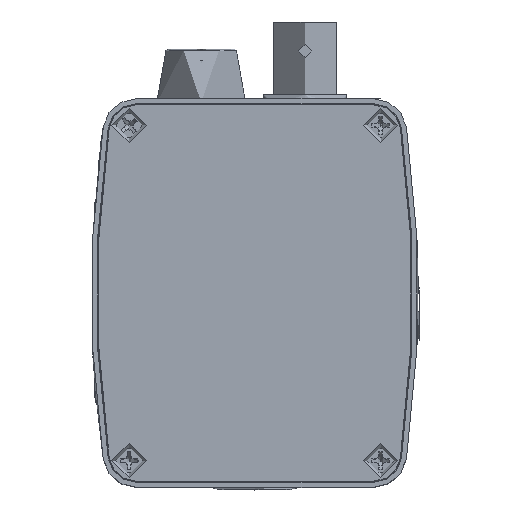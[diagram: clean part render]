
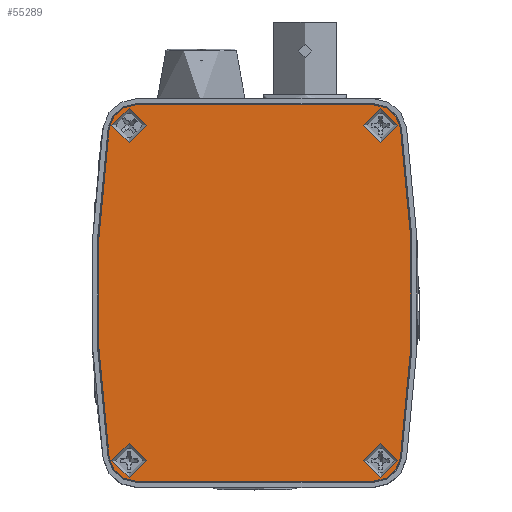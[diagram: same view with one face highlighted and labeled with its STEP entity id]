
A CAD part, top view. The second image highlights one B-rep face of the part: STEP entity #55289.
In plain terms, the highlighted planar face has unit normal (0, 0, 1).
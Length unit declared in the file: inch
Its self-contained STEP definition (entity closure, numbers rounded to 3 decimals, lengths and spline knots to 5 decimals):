
#336 = DIRECTION ( 'NONE',  ( 0., 0., 1. ) ) ;
#3010 = CARTESIAN_POINT ( 'NONE',  ( 0.71, 1.1525, 0.009 ) ) ;
#3137 = CARTESIAN_POINT ( 'NONE',  ( 0.75, -0.81, 0.009 ) ) ;
#5223 = AXIS2_PLACEMENT_3D ( 'NONE', #42043, #132260, #55003 ) ;
#6506 = AXIS2_PLACEMENT_3D ( 'NONE', #77439, #336, #90495 ) ;
#12587 = CARTESIAN_POINT ( 'NONE',  ( -0.71, 1.1525, 0.009 ) ) ;
#12800 = AXIS2_PLACEMENT_3D ( 'NONE', #3010, #93159, #15882 ) ;
#13992 = AXIS2_PLACEMENT_3D ( 'NONE', #71649, #71499, #71473 ) ;
#15809 = VECTOR ( 'NONE', #42509, 39.37008 ) ;
#15882 = DIRECTION ( 'NONE',  ( -1., 0., 0. ) ) ;
#15913 = AXIS2_PLACEMENT_3D ( 'NONE', #12587, #122118, #74079 ) ;
#16038 = DIRECTION ( 'NONE',  ( 1., 0., 0. ) ) ;
#19343 = CARTESIAN_POINT ( 'NONE',  ( 0.86843, 1.17483, 0.009 ) ) ;
#20094 = AXIS2_PLACEMENT_3D ( 'NONE', #109088, #31834, #121993 ) ;
#21473 = EDGE_CURVE ( 'NONE', #140286, #63320, #65160, .T. ) ;
#21825 = EDGE_LOOP ( 'NONE', ( #118109 ) ) ;
#23128 = EDGE_CURVE ( 'NONE', #113530, #113530, #60993, .T. ) ;
#25165 = AXIS2_PLACEMENT_3D ( 'NONE', #51348, #141499, #64289 ) ;
#28602 = VERTEX_POINT ( 'NONE', #104831 ) ;
#31834 = DIRECTION ( 'NONE',  ( 0., 0., 1. ) ) ;
#34068 = EDGE_CURVE ( 'NONE', #104285, #140286, #157027, .T. ) ;
#35682 = CIRCLE ( 'NONE', #5223, 7.05602 ) ;
#35739 = CARTESIAN_POINT ( 'NONE',  ( -0.86843, -0.79483, 0.009 ) ) ;
#36093 = CARTESIAN_POINT ( 'NONE',  ( -0.64661, 1.19, 0.009 ) ) ;
#38239 = PLANE ( 'NONE',  #59165 ) ;
#38640 = DIRECTION ( 'NONE',  ( 0., 0., 1. ) ) ;
#40979 = CARTESIAN_POINT ( 'NONE',  ( 0.71, 1.1525, 0.009 ) ) ;
#42043 = CARTESIAN_POINT ( 'NONE',  ( -6.11852, 0.19, 0.009 ) ) ;
#42509 = DIRECTION ( 'NONE',  ( 1., 0., 0. ) ) ;
#42726 = CARTESIAN_POINT ( 'NONE',  ( 0.86843, -0.79483, 0.009 ) ) ;
#44073 = VECTOR ( 'NONE', #143815, 39.37008 ) ;
#46012 = LINE ( 'NONE', #80868, #15809 ) ;
#50149 = EDGE_LOOP ( 'NONE', ( #80886 ) ) ;
#51348 = CARTESIAN_POINT ( 'NONE',  ( 0.71, -0.7725, 0.009 ) ) ;
#52159 = ORIENTED_EDGE ( 'NONE', *, *, #166567, .T. ) ;
#52230 = ORIENTED_EDGE ( 'NONE', *, *, #128593, .T. ) ;
#53924 = DIRECTION ( 'NONE',  ( -1., 0., 0. ) ) ;
#54383 = VERTEX_POINT ( 'NONE', #19343 ) ;
#54784 = CARTESIAN_POINT ( 'NONE',  ( -0.71, 1.3125, 0.009 ) ) ;
#55003 = DIRECTION ( 'NONE',  ( -1., 0., 0. ) ) ;
#55289 = ADVANCED_FACE ( 'NONE', ( #59236, #68991, #147557, #62503, #61176 ), #38239, .F. ) ;
#59165 = AXIS2_PLACEMENT_3D ( 'NONE', #40979, #131197, #53924 ) ;
#59236 = FACE_BOUND ( 'NONE', #21825, .T. ) ;
#60307 = VERTEX_POINT ( 'NONE', #62269 ) ;
#60993 = CIRCLE ( 'NONE', #132329, 0.10339 ) ;
#61176 = FACE_OUTER_BOUND ( 'NONE', #65546, .T. ) ;
#62269 = CARTESIAN_POINT ( 'NONE',  ( 0.71, -0.9325, 0.009 ) ) ;
#62503 = FACE_BOUND ( 'NONE', #74219, .T. ) ;
#63320 = VERTEX_POINT ( 'NONE', #35739 ) ;
#64289 = DIRECTION ( 'NONE',  ( 1., 0., 0. ) ) ;
#65160 = CIRCLE ( 'NONE', #13992, 7.05602 ) ;
#65546 = EDGE_LOOP ( 'NONE', ( #52230, #138448, #66866, #112258, #52159, #154804, #97385, #136738 ) ) ;
#66866 = ORIENTED_EDGE ( 'NONE', *, *, #34068, .T. ) ;
#68813 = AXIS2_PLACEMENT_3D ( 'NONE', #3137, #93299, #16038 ) ;
#68991 = FACE_BOUND ( 'NONE', #112848, .T. ) ;
#71473 = DIRECTION ( 'NONE',  ( 1., 0., 0. ) ) ;
#71499 = DIRECTION ( 'NONE',  ( 0., 0., 1. ) ) ;
#71649 = CARTESIAN_POINT ( 'NONE',  ( 6.11852, 0.19, 0.009 ) ) ;
#74079 = DIRECTION ( 'NONE',  ( 1., 0., 0. ) ) ;
#74219 = EDGE_LOOP ( 'NONE', ( #131656 ) ) ;
#77439 = CARTESIAN_POINT ( 'NONE',  ( -0.75, 1.19, 0.009 ) ) ;
#77584 = CIRCLE ( 'NONE', #25165, 0.16 ) ;
#80868 = CARTESIAN_POINT ( 'NONE',  ( -0.71, -0.9325, 0.009 ) ) ;
#80886 = ORIENTED_EDGE ( 'NONE', *, *, #158872, .F. ) ;
#87296 = CIRCLE ( 'NONE', #68813, 0.10339 ) ;
#87389 = CARTESIAN_POINT ( 'NONE',  ( 0.85339, 1.19, 0.009 ) ) ;
#89994 = CIRCLE ( 'NONE', #12800, 0.16 ) ;
#90495 = DIRECTION ( 'NONE',  ( 1., 0., 0. ) ) ;
#93159 = DIRECTION ( 'NONE',  ( 0., 0., 1. ) ) ;
#93299 = DIRECTION ( 'NONE',  ( 0., 0., 1. ) ) ;
#97385 = ORIENTED_EDGE ( 'NONE', *, *, #136953, .T. ) ;
#97859 = VERTEX_POINT ( 'NONE', #42726 ) ;
#103059 = CIRCLE ( 'NONE', #20094, 0.10339 ) ;
#104285 = VERTEX_POINT ( 'NONE', #54784 ) ;
#104831 = CARTESIAN_POINT ( 'NONE',  ( 0.85339, -0.81, 0.009 ) ) ;
#105533 = CARTESIAN_POINT ( 'NONE',  ( -0.64661, -0.81, 0.009 ) ) ;
#109088 = CARTESIAN_POINT ( 'NONE',  ( 0.75, 1.19, 0.009 ) ) ;
#112258 = ORIENTED_EDGE ( 'NONE', *, *, #21473, .T. ) ;
#112752 = LINE ( 'NONE', #143250, #44073 ) ;
#112848 = EDGE_LOOP ( 'NONE', ( #132831 ) ) ;
#113530 = VERTEX_POINT ( 'NONE', #105533 ) ;
#115927 = CARTESIAN_POINT ( 'NONE',  ( -0.71, -0.7725, 0.009 ) ) ;
#117469 = AXIS2_PLACEMENT_3D ( 'NONE', #115927, #38640, #128868 ) ;
#118109 = ORIENTED_EDGE ( 'NONE', *, *, #121183, .F. ) ;
#118457 = EDGE_CURVE ( 'NONE', #147759, #147759, #103059, .T. ) ;
#121183 = EDGE_CURVE ( 'NONE', #143724, #143724, #156664, .T. ) ;
#121993 = DIRECTION ( 'NONE',  ( 1., 0., 0. ) ) ;
#122118 = DIRECTION ( 'NONE',  ( 0., 0., 1. ) ) ;
#125854 = CARTESIAN_POINT ( 'NONE',  ( -0.71, -0.9325, 0.009 ) ) ;
#128593 = EDGE_CURVE ( 'NONE', #54383, #151201, #89994, .T. ) ;
#128868 = DIRECTION ( 'NONE',  ( -1., 0., 0. ) ) ;
#131197 = DIRECTION ( 'NONE',  ( 0., 0., -1. ) ) ;
#131656 = ORIENTED_EDGE ( 'NONE', *, *, #23128, .F. ) ;
#132260 = DIRECTION ( 'NONE',  ( 0., 0., 1. ) ) ;
#132329 = AXIS2_PLACEMENT_3D ( 'NONE', #148879, #148832, #148666 ) ;
#132551 = EDGE_CURVE ( 'NONE', #151201, #104285, #112752, .T. ) ;
#132831 = ORIENTED_EDGE ( 'NONE', *, *, #118457, .F. ) ;
#134785 = EDGE_CURVE ( 'NONE', #147036, #60307, #46012, .T. ) ;
#136738 = ORIENTED_EDGE ( 'NONE', *, *, #139934, .T. ) ;
#136953 = EDGE_CURVE ( 'NONE', #60307, #97859, #77584, .T. ) ;
#138448 = ORIENTED_EDGE ( 'NONE', *, *, #132551, .T. ) ;
#139934 = EDGE_CURVE ( 'NONE', #97859, #54383, #35682, .T. ) ;
#140103 = CARTESIAN_POINT ( 'NONE',  ( 0.71, 1.3125, 0.009 ) ) ;
#140286 = VERTEX_POINT ( 'NONE', #155659 ) ;
#141499 = DIRECTION ( 'NONE',  ( 0., 0., 1. ) ) ;
#143250 = CARTESIAN_POINT ( 'NONE',  ( -0.71, 1.3125, 0.009 ) ) ;
#143724 = VERTEX_POINT ( 'NONE', #36093 ) ;
#143815 = DIRECTION ( 'NONE',  ( -1., 0., 0. ) ) ;
#147036 = VERTEX_POINT ( 'NONE', #125854 ) ;
#147557 = FACE_BOUND ( 'NONE', #50149, .T. ) ;
#147759 = VERTEX_POINT ( 'NONE', #87389 ) ;
#148666 = DIRECTION ( 'NONE',  ( 1., 0., 0. ) ) ;
#148832 = DIRECTION ( 'NONE',  ( 0., 0., 1. ) ) ;
#148879 = CARTESIAN_POINT ( 'NONE',  ( -0.75, -0.81, 0.009 ) ) ;
#151201 = VERTEX_POINT ( 'NONE', #140103 ) ;
#154804 = ORIENTED_EDGE ( 'NONE', *, *, #134785, .T. ) ;
#155659 = CARTESIAN_POINT ( 'NONE',  ( -0.86843, 1.17483, 0.009 ) ) ;
#156664 = CIRCLE ( 'NONE', #6506, 0.10339 ) ;
#157027 = CIRCLE ( 'NONE', #15913, 0.16 ) ;
#157517 = CIRCLE ( 'NONE', #117469, 0.16 ) ;
#158872 = EDGE_CURVE ( 'NONE', #28602, #28602, #87296, .T. ) ;
#166567 = EDGE_CURVE ( 'NONE', #63320, #147036, #157517, .T. ) ;
